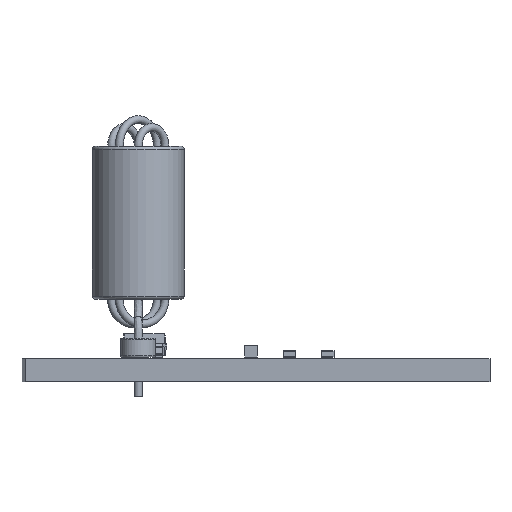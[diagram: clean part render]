
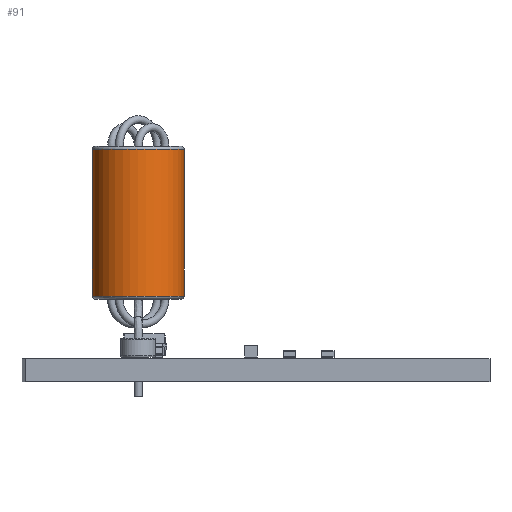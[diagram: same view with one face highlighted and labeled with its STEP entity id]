
A CAD part, left-side view. The second image highlights one B-rep face of the part: STEP entity #91.
In plain terms, the highlighted cylindrical face has radius 3 mm (diameter 6 mm), a full revolution.
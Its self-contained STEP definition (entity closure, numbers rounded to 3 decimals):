
#59 = EDGE_CURVE('',#60,#60,#62,.T.);
#60 = VERTEX_POINT('',#61);
#61 = CARTESIAN_POINT('',(5.54,0.,4.01));
#62 = CIRCLE('',#63,3.);
#63 = AXIS2_PLACEMENT_3D('',#64,#65,#66);
#64 = CARTESIAN_POINT('',(2.54,0.,4.01));
#65 = DIRECTION('',(0.,0.,-1.));
#66 = DIRECTION('',(-1.,0.,0.));
#91 = ADVANCED_FACE('',(#92),#110,.T.);
#92 = FACE_BOUND('',#93,.T.);
#93 = EDGE_LOOP('',(#94,#103,#108,#109));
#94 = ORIENTED_EDGE('',*,*,#95,.F.);
#95 = EDGE_CURVE('',#96,#96,#98,.T.);
#96 = VERTEX_POINT('',#97);
#97 = CARTESIAN_POINT('',(5.54,0.,13.61));
#98 = CIRCLE('',#99,3.);
#99 = AXIS2_PLACEMENT_3D('',#100,#101,#102);
#100 = CARTESIAN_POINT('',(2.54,0.,13.61));
#101 = DIRECTION('',(0.,0.,1.));
#102 = DIRECTION('',(-1.,0.,0.));
#103 = ORIENTED_EDGE('',*,*,#104,.F.);
#104 = EDGE_CURVE('',#60,#96,#105,.T.);
#105 = B_SPLINE_CURVE_WITH_KNOTS('',1,(#106,#107),.UNSPECIFIED.,.F.,.F.,
  (2,2),(0.2,9.8),.PIECEWISE_BEZIER_KNOTS.);
#106 = CARTESIAN_POINT('',(5.54,0.,4.01));
#107 = CARTESIAN_POINT('',(5.54,0.,13.61));
#108 = ORIENTED_EDGE('',*,*,#59,.F.);
#109 = ORIENTED_EDGE('',*,*,#104,.T.);
#110 = CYLINDRICAL_SURFACE('',#111,3.);
#111 = AXIS2_PLACEMENT_3D('',#112,#113,#114);
#112 = CARTESIAN_POINT('',(2.54,0.,3.81));
#113 = DIRECTION('',(0.,0.,1.));
#114 = DIRECTION('',(-1.,0.,0.));
